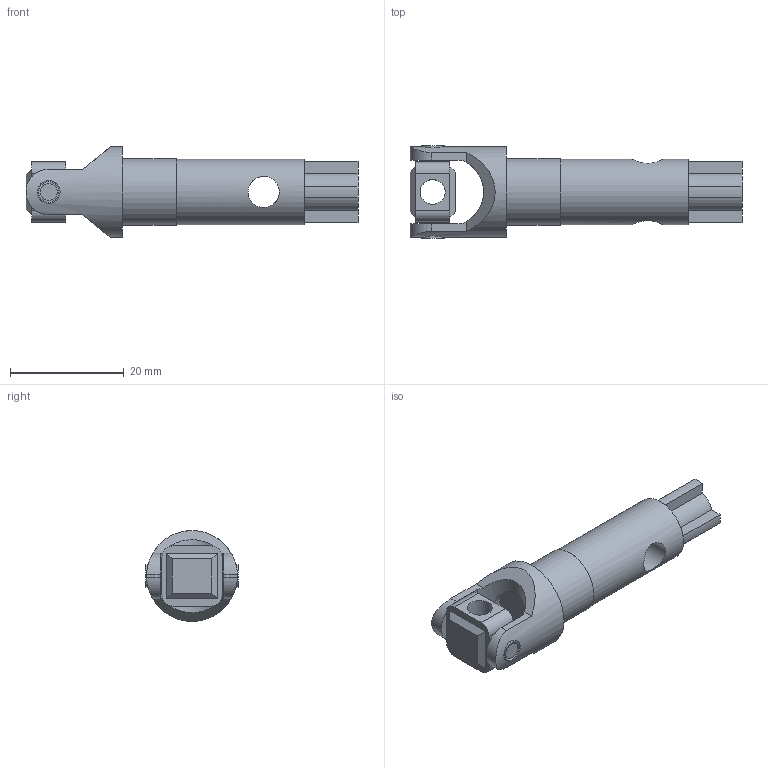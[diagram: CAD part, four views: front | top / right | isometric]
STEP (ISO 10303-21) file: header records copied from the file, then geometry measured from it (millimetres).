
FILE_DESCRIPTION(/* description */ (''),/* implementation_level */ '2;1');
FILE_NAME(/* name */ 'ADM_ACKERMAN_SHAFT.stp',/* time_stamp */ '2024-10-18T18:01:45-05:00',/* author */ ('yulio'),/* organization */ (''),/* preprocessor_version */ 'ST-DEVELOPER v20',/* originating_system */ 'Autodesk Inventor 2024',/* authorisation */ '');
FILE_SCHEMA (('AUTOMOTIVE_DESIGN { 1 0 10303 214 3 1 1 }'));
Length unit declared in the file: millimetre
Products named in the file (1): Cardan punta CON RUEDA MAS GIRO
Bounding box: 58.5 x 16.22 x 16 mm (x, y, z)
Volume: 5388 mm3; surface area: 3574.4 mm2
Topology: 2 solids, 3 shells, 86 faces, 215 edges, 145 vertices
Faces by surface type: plane 57, cylinder 29
Full cylindrical faces by diameter (mm): 3 x2, 3.6 x2, 4 x2, 4.4 x1, 5.5 x1, 8 x1, 11.5 x1, 11.8 x1, 16 x1
Entity records: 2822 total; most frequent: CARTESIAN_POINT 656, DIRECTION 432, ORIENTED_EDGE 430, EDGE_CURVE 215, VERTEX_POINT 145, LINE 144, VECTOR 144, AXIS2_PLACEMENT_3D 144
